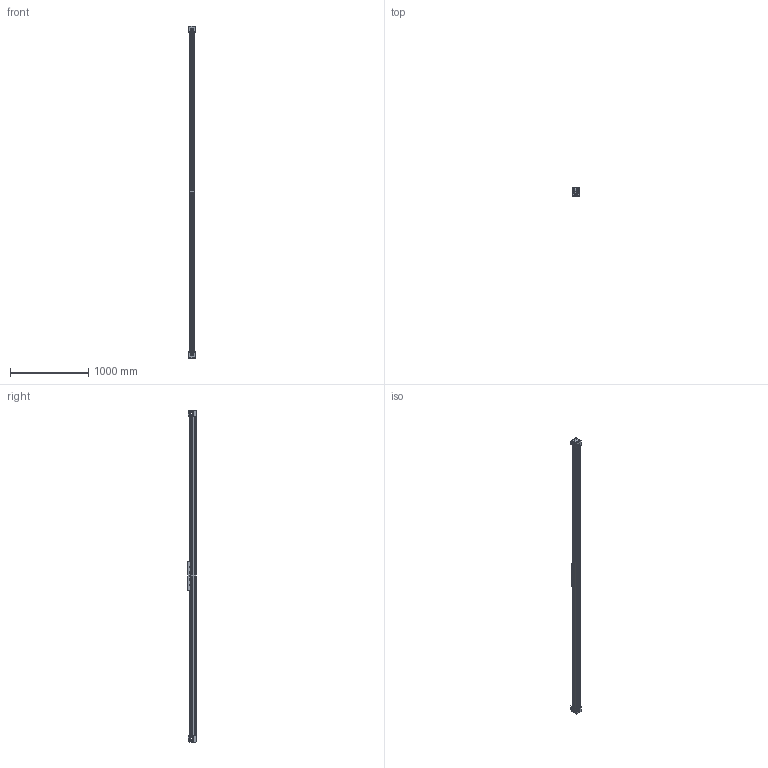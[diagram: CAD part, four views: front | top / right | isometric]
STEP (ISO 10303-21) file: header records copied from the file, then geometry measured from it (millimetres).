
FILE_DESCRIPTION (( 'STEP AP214' ), '1' );
FILE_NAME ('BLM60-3700-4236_Bondy.STEP', '2023-03-14T12:13:47', ( '' ), ( '' ), 'SwSTEP 2.0', 'SolidWorks 2023', '' );
FILE_SCHEMA (( 'AUTOMOTIVE_DESIGN' ));
Length unit declared in the file: millimetre
Products named in the file (1): BLM60-3700-4236_Bondy
Bounding box: 80 x 104 x 4236 mm (x, y, z)
Volume: 14670005 mm3; surface area: 2939423.3 mm2
Topology: 118 solids, 118 shells, 7401 faces, 20948 edges, 13756 vertices
Faces by surface type: plane 4251, cylinder 2782, torus 176, sphere 116, cone 52, bspline 24
Entity records: 325447 total; most frequent: CARTESIAN_POINT 46636, DIRECTION 41274, ORIENTED_EDGE 41192, EDGE_CURVE 20596, VECTOR 14342, LINE 14342, VERTEX_POINT 13644, AXIS2_PLACEMENT_3D 13466
